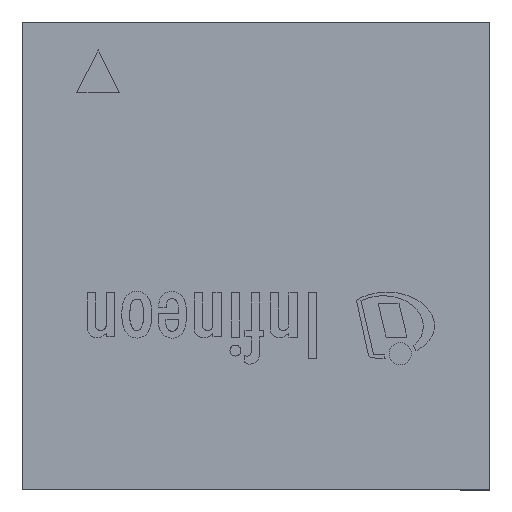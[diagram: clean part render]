
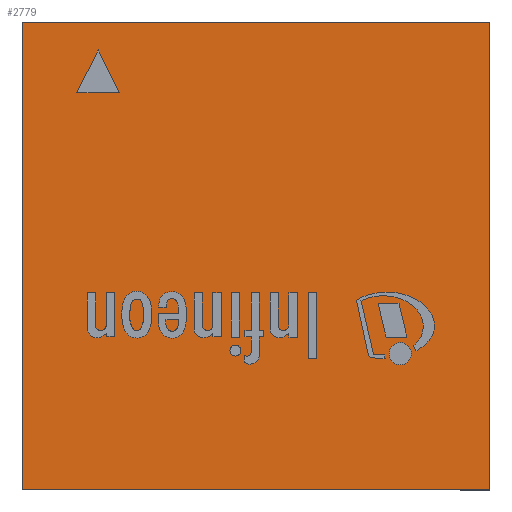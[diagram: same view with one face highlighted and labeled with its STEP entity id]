
A CAD part, top view. The second image highlights one B-rep face of the part: STEP entity #2779.
In plain terms, the highlighted planar face has unit normal (0, 0, 1).
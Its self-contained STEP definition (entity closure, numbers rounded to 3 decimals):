
#120=FACE_BOUND('',#314,.T.);
#136=FACE_OUTER_BOUND('',#313,.T.);
#313=EDGE_LOOP('',(#1871,#1872,#1873,#1874));
#314=EDGE_LOOP('',(#1875,#1876,#1877));
#490=LINE('',#3832,#840);
#494=LINE('',#3839,#844);
#496=LINE('',#3842,#846);
#499=LINE('',#3851,#849);
#502=LINE('',#3857,#852);
#505=LINE('',#3863,#855);
#508=LINE('',#3867,#858);
#840=VECTOR('',#3144,1.);
#844=VECTOR('',#3150,1.);
#846=VECTOR('',#3154,1.);
#849=VECTOR('',#3161,1.);
#852=VECTOR('',#3166,1.);
#855=VECTOR('',#3171,1.);
#858=VECTOR('',#3176,1.);
#1190=VERTEX_POINT('',#3829);
#1191=VERTEX_POINT('',#3831);
#1193=VERTEX_POINT('',#3837);
#1196=VERTEX_POINT('',#3848);
#1197=VERTEX_POINT('',#3850);
#1199=VERTEX_POINT('',#3856);
#1201=VERTEX_POINT('',#3862);
#1450=EDGE_CURVE('',#1191,#1190,#490,.T.);
#1454=EDGE_CURVE('',#1190,#1193,#494,.T.);
#1456=EDGE_CURVE('',#1193,#1191,#496,.T.);
#1459=EDGE_CURVE('',#1197,#1196,#499,.T.);
#1462=EDGE_CURVE('',#1199,#1197,#502,.T.);
#1465=EDGE_CURVE('',#1201,#1199,#505,.T.);
#1468=EDGE_CURVE('',#1196,#1201,#508,.T.);
#1871=ORIENTED_EDGE('',*,*,#1468,.T.);
#1872=ORIENTED_EDGE('',*,*,#1465,.T.);
#1873=ORIENTED_EDGE('',*,*,#1462,.T.);
#1874=ORIENTED_EDGE('',*,*,#1459,.T.);
#1875=ORIENTED_EDGE('',*,*,#1450,.T.);
#1876=ORIENTED_EDGE('',*,*,#1454,.T.);
#1877=ORIENTED_EDGE('',*,*,#1456,.T.);
#2621=PLANE('',#2980);
#2779=ADVANCED_FACE('',(#136,#120),#2621,.T.);
#2980=AXIS2_PLACEMENT_3D('',#3869,#3179,#3180);
#3144=DIRECTION('',(-1.,0.,0.));
#3150=DIRECTION('',(0.447,0.894,0.));
#3154=DIRECTION('',(0.447,-0.894,0.));
#3161=DIRECTION('',(0.,-1.,0.));
#3166=DIRECTION('',(-1.,0.,0.));
#3171=DIRECTION('',(0.,1.,0.));
#3176=DIRECTION('',(1.,0.,0.));
#3179=DIRECTION('center_axis',(0.,0.,1.));
#3180=DIRECTION('ref_axis',(-1.,0.,0.));
#3829=CARTESIAN_POINT('',(-0.421,0.384,0.4));
#3831=CARTESIAN_POINT('',(-0.321,0.384,0.4));
#3832=CARTESIAN_POINT('',(-0.211,0.384,0.4));
#3837=CARTESIAN_POINT('',(-0.371,0.484,0.4));
#3839=CARTESIAN_POINT('',(-0.431,0.365,0.4));
#3842=CARTESIAN_POINT('',(-0.212,0.166,0.4));
#3848=CARTESIAN_POINT('',(-0.55,-0.55,0.4));
#3850=CARTESIAN_POINT('',(-0.55,0.55,0.4));
#3851=CARTESIAN_POINT('',(-0.55,-0.55,0.4));
#3856=CARTESIAN_POINT('',(0.55,0.55,0.4));
#3857=CARTESIAN_POINT('',(-0.55,0.55,0.4));
#3862=CARTESIAN_POINT('',(0.55,-0.55,0.4));
#3863=CARTESIAN_POINT('',(0.55,0.55,0.4));
#3867=CARTESIAN_POINT('',(0.55,-0.55,0.4));
#3869=CARTESIAN_POINT('Origin',(0.,0.,
0.4));
